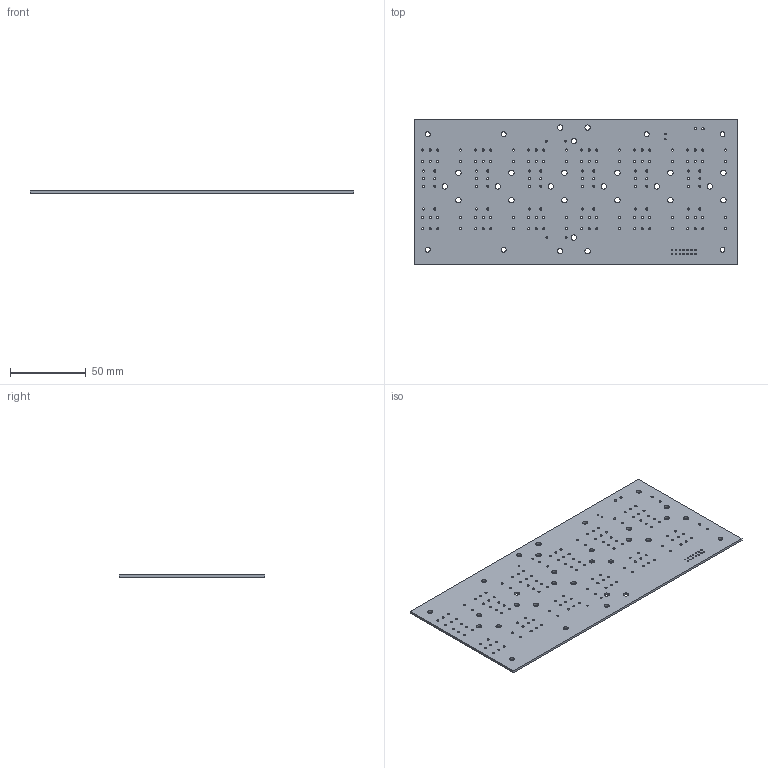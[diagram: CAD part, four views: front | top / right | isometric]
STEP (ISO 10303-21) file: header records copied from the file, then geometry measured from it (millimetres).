
FILE_DESCRIPTION(('KiCad electronic assembly'),'2;1');
FILE_NAME('relay_module.step','2025-07-26T23:16:59',('Pcbnew'),('Kicad') ,'Open CASCADE STEP processor 7.8','KiCad to STEP converter','Unknown' );
FILE_SCHEMA(('AUTOMOTIVE_DESIGN { 1 0 10303 214 1 1 1 1 }'));
Length unit declared in the file: millimetre
Products named in the file (2): relay_module 1; relay_module_PCB
Assembly tree (1 placements, depth 2):
  relay_module 1
    relay_module_PCB
Bounding box: 213.33 x 96.05 x 1.51 mm (x, y, z)
Volume: 30136.3 mm3; surface area: 42423.2 mm2
Topology: 1 solids, 1 shells, 203 faces, 603 edges, 402 vertices
Faces by surface type: cylinder 197, plane 6
Full cylindrical faces by diameter (mm): 0.8 x2, 1.016 x14, 1.2 x4, 1.4 x144, 1.52 x2, 3.2 x7, 3.5 x24
Entity records: 7876 total; most frequent: DIRECTION 1407, CARTESIAN_POINT 1210, ORIENTED_EDGE 1206, EDGE_CURVE 603, AXIS2_PLACEMENT_3D 599, FACE_BOUND 597, EDGE_LOOP 597, VERTEX_POINT 402
